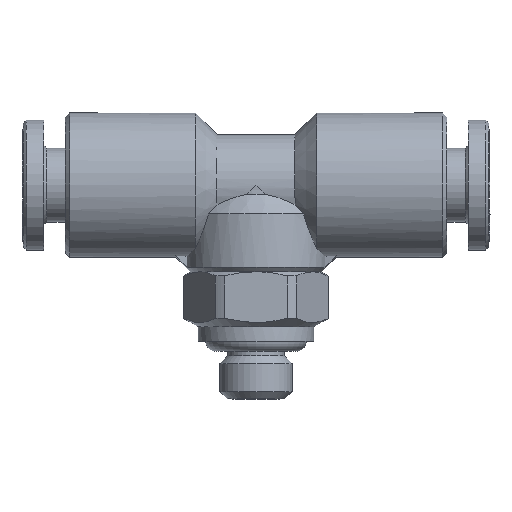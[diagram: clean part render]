
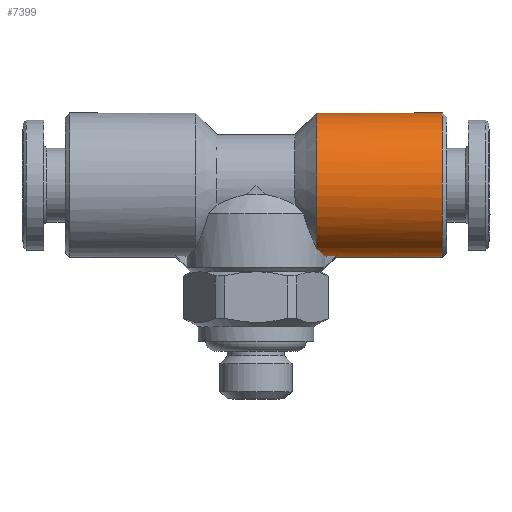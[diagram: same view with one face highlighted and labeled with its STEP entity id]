
A CAD part, top view. The second image highlights one B-rep face of the part: STEP entity #7399.
In plain terms, the highlighted cylindrical face has radius 5 mm (diameter 10 mm), a full revolution.
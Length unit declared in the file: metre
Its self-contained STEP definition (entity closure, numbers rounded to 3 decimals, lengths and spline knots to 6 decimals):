
#25=ELLIPSE('',#10612,0.025629,0.005);
#26=ELLIPSE('',#10653,0.025629,0.005);
#49=CYLINDRICAL_SURFACE('',#10684,0.005);
#88=CIRCLE('',#10352,0.005);
#116=CIRCLE('',#10448,0.005);
#3791=ORIENTED_EDGE('',*,*,#4398,.T.);
#3792=ORIENTED_EDGE('',*,*,#3946,.F.);
#3793=ORIENTED_EDGE('',*,*,#4725,.T.);
#3794=ORIENTED_EDGE('',*,*,#4834,.T.);
#3795=ORIENTED_EDGE('',*,*,#4875,.F.);
#3796=ORIENTED_EDGE('',*,*,#4865,.F.);
#3797=ORIENTED_EDGE('',*,*,#4876,.T.);
#3946=EDGE_CURVE('',#5900,#5901,#88,.T.);
#4398=EDGE_CURVE('',#6273,#6273,#116,.T.);
#4725=EDGE_CURVE('',#5900,#6462,#5134,.T.);
#4834=EDGE_CURVE('',#6462,#6489,#25,.T.);
#4865=EDGE_CURVE('',#6496,#6497,#26,.T.);
#4875=EDGE_CURVE('',#6497,#6489,#5161,.T.);
#4876=EDGE_CURVE('',#6496,#5901,#5162,.T.);
#5134=B_SPLINE_CURVE_WITH_KNOTS('',3,(#19523,#19524,#19525,#19526),
 .UNSPECIFIED.,.F.,.F.,(4,4),(0.,0.001671),.UNSPECIFIED.);
#5161=B_SPLINE_CURVE_WITH_KNOTS('',3,(#21909,#21910,#21911,#21912),
 .UNSPECIFIED.,.F.,.F.,(4,4),(0.,0.002217),
 .UNSPECIFIED.);
#5162=B_SPLINE_CURVE_WITH_KNOTS('',3,(#21913,#21914,#21915,#21916),
 .UNSPECIFIED.,.F.,.F.,(4,4),(0.,0.00167),
 .UNSPECIFIED.);
#5645=EDGE_LOOP('',(#3791));
#5646=EDGE_LOOP('',(#3792,#3793,#3794,#3795,#3796,#3797));
#5900=VERTEX_POINT('',#12803);
#5901=VERTEX_POINT('',#12805);
#6273=VERTEX_POINT('',#16425);
#6462=VERTEX_POINT('',#19522);
#6489=VERTEX_POINT('',#20931);
#6496=VERTEX_POINT('',#21622);
#6497=VERTEX_POINT('',#21624);
#6981=FACE_BOUND('',#5645,.T.);
#6982=FACE_BOUND('',#5646,.T.);
#7399=ADVANCED_FACE('',(#6981,#6982),#49,.T.);
#10352=AXIS2_PLACEMENT_3D('',#12804,#10842,#10843);
#10448=AXIS2_PLACEMENT_3D('',#16424,#11319,#11320);
#10612=AXIS2_PLACEMENT_3D('',#20930,#11934,#11935);
#10653=AXIS2_PLACEMENT_3D('',#21623,#12035,#12036);
#10684=AXIS2_PLACEMENT_3D('',#21908,#12105,#12106);
#10842=DIRECTION('',(-1.,0.,0.));
#10843=DIRECTION('',(0.,0.,-1.));
#11319=DIRECTION('',(-1.,0.,0.));
#11320=DIRECTION('',(0.,0.,1.));
#11934=DIRECTION('',(-0.195,0.,0.981));
#11935=DIRECTION('',(-0.981,0.,-0.195));
#12035=DIRECTION('',(0.195,0.,0.981));
#12036=DIRECTION('',(-0.981,0.,0.195));
#12105=DIRECTION('',(-1.,0.,0.));
#12106=DIRECTION('',(0.,0.,1.));
#12803=CARTESIAN_POINT('',(0.0042,-0.004372,0.002425));
#12804=CARTESIAN_POINT('',(0.0042,0.,0.));
#12805=CARTESIAN_POINT('',(0.0042,-0.004372,-0.002425));
#16424=CARTESIAN_POINT('',(0.0129,0.,0.));
#16425=CARTESIAN_POINT('',(0.0129,0.,0.005));
#19522=CARTESIAN_POINT('',(0.004757,-0.00491,0.000946));
#19523=CARTESIAN_POINT('',(0.0042,-0.004372,0.002425));
#19524=CARTESIAN_POINT('',(0.004454,-0.004617,0.001985));
#19525=CARTESIAN_POINT('',(0.004648,-0.004805,0.001491));
#19526=CARTESIAN_POINT('',(0.004757,-0.00491,0.000946));
#20930=CARTESIAN_POINT('',(0.,0.,0.));
#20931=CARTESIAN_POINT('',(0.005565,-0.004876,0.001107));
#21622=CARTESIAN_POINT('',(0.004757,-0.00491,-0.000946));
#21623=CARTESIAN_POINT('',(0.,0.,0.));
#21624=CARTESIAN_POINT('',(0.005565,-0.004876,-0.001107));
#21908=CARTESIAN_POINT('',(0.00345,0.,0.));
#21909=CARTESIAN_POINT('',(0.005565,-0.004876,-0.001107));
#21910=CARTESIAN_POINT('',(0.005541,-0.005042,-0.000376));
#21911=CARTESIAN_POINT('',(0.005541,-0.005042,0.000376));
#21912=CARTESIAN_POINT('',(0.005565,-0.004876,0.001107));
#21913=CARTESIAN_POINT('',(0.004757,-0.00491,-0.000946));
#21914=CARTESIAN_POINT('',(0.004648,-0.004805,-0.001491));
#21915=CARTESIAN_POINT('',(0.004454,-0.004617,-0.001985));
#21916=CARTESIAN_POINT('',(0.0042,-0.004372,-0.002425));
